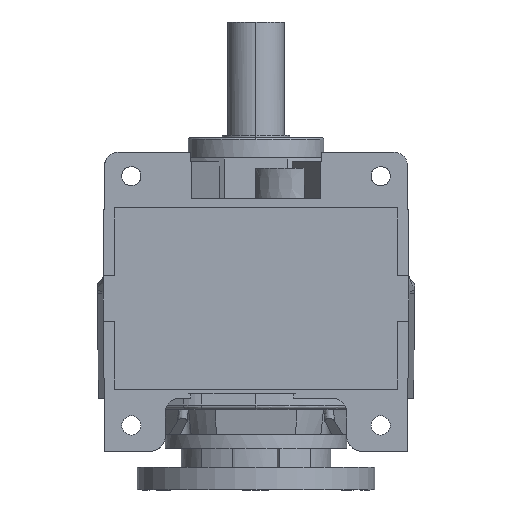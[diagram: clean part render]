
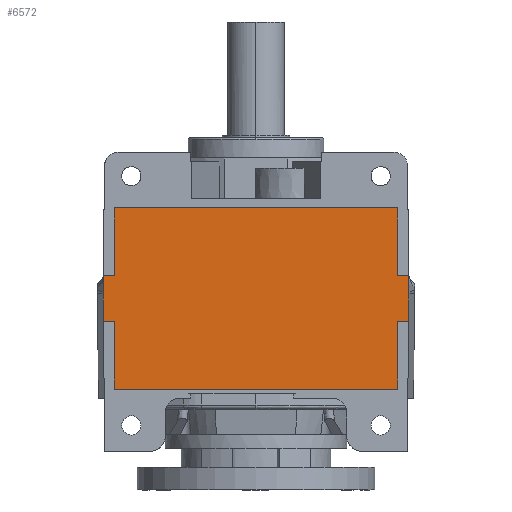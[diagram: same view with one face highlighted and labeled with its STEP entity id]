
A CAD part, front view. The second image highlights one B-rep face of the part: STEP entity #6572.
In plain terms, the highlighted planar face has unit normal (0, -1, 0).
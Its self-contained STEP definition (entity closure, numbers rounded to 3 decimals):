
#116 = CARTESIAN_POINT ( 'NONE',  ( -62.5, -74., -18. ) ) ;
#476 = CARTESIAN_POINT ( 'NONE',  ( -67.36, -74., -72. ) ) ;
#549 = VECTOR ( 'NONE', #5024, 1000. ) ;
#1054 = CARTESIAN_POINT ( 'NONE',  ( 62.5, -74., -72. ) ) ;
#1224 = DIRECTION ( 'NONE',  ( 0., 0., 1. ) ) ;
#1234 = FACE_OUTER_BOUND ( 'NONE', #18744, .T. ) ;
#1312 = ORIENTED_EDGE ( 'NONE', *, *, #4242, .T. ) ;
#1483 = VECTOR ( 'NONE', #2610, 1000. ) ;
#1741 = LINE ( 'NONE', #116, #10193 ) ;
#2196 = ORIENTED_EDGE ( 'NONE', *, *, #19335, .T. ) ;
#2396 = LINE ( 'NONE', #8496, #12408 ) ;
#2504 = LINE ( 'NONE', #9650, #14336 ) ;
#2535 = DIRECTION ( 'NONE',  ( 0., -1., 0. ) ) ;
#2610 = DIRECTION ( 'NONE',  ( -0.012, 0., -1. ) ) ;
#2883 = VECTOR ( 'NONE', #8008, 1000. ) ;
#2983 = ORIENTED_EDGE ( 'NONE', *, *, #16561, .T. ) ;
#3390 = CARTESIAN_POINT ( 'NONE',  ( 67.36, -74., -72. ) ) ;
#3451 = LINE ( 'NONE', #21548, #7425 ) ;
#4007 = ORIENTED_EDGE ( 'NONE', *, *, #8016, .F. ) ;
#4161 = EDGE_CURVE ( 'NONE', #6534, #15280, #11329, .T. ) ;
#4242 = EDGE_CURVE ( 'NONE', #9717, #5932, #7101, .T. ) ;
#5024 = DIRECTION ( 'NONE',  ( -0.012, 0., -1. ) ) ;
#5592 = CARTESIAN_POINT ( 'NONE',  ( 67.5, -74., -60. ) ) ;
#5754 = VERTEX_POINT ( 'NONE', #18175 ) ;
#5765 = CARTESIAN_POINT ( 'NONE',  ( -62.5, -74., -22. ) ) ;
#5932 = VERTEX_POINT ( 'NONE', #18889 ) ;
#5983 = LINE ( 'NONE', #19386, #1483 ) ;
#5985 = CARTESIAN_POINT ( 'NONE',  ( -67.407, -74., -52. ) ) ;
#6264 = DIRECTION ( 'NONE',  ( -1., 0., 0. ) ) ;
#6380 = VECTOR ( 'NONE', #18278, 1000. ) ;
#6534 = VERTEX_POINT ( 'NONE', #1054 ) ;
#6572 = ADVANCED_FACE ( 'NONE', ( #1234 ), #15932, .T. ) ;
#6621 = EDGE_CURVE ( 'NONE', #18925, #15280, #5983, .T. ) ;
#7101 = LINE ( 'NONE', #20653, #10279 ) ;
#7360 = LINE ( 'NONE', #21284, #2883 ) ;
#7392 = EDGE_CURVE ( 'NONE', #12680, #5754, #1741, .T. ) ;
#7425 = VECTOR ( 'NONE', #8113, 1000. ) ;
#7474 = ORIENTED_EDGE ( 'NONE', *, *, #6621, .F. ) ;
#7905 = VECTOR ( 'NONE', #18479, 1000. ) ;
#8008 = DIRECTION ( 'NONE',  ( -0.012, 0., 1. ) ) ;
#8016 = EDGE_CURVE ( 'NONE', #11303, #13322, #16478, .T. ) ;
#8113 = DIRECTION ( 'NONE',  ( 0., 0., 1. ) ) ;
#8496 = CARTESIAN_POINT ( 'NONE',  ( -82.623, -74., -72. ) ) ;
#9352 = ORIENTED_EDGE ( 'NONE', *, *, #16859, .T. ) ;
#9361 = CARTESIAN_POINT ( 'NONE',  ( -62.5, -74., -72. ) ) ;
#9632 = DIRECTION ( 'NONE',  ( -1., 0., 0. ) ) ;
#9650 = CARTESIAN_POINT ( 'NONE',  ( 62.5, -74., -102. ) ) ;
#9717 = VERTEX_POINT ( 'NONE', #20841 ) ;
#10193 = VECTOR ( 'NONE', #11633, 1000. ) ;
#10209 = EDGE_CURVE ( 'NONE', #19933, #12680, #16694, .T. ) ;
#10256 = VERTEX_POINT ( 'NONE', #21362 ) ;
#10279 = VECTOR ( 'NONE', #10748, 1000. ) ;
#10613 = VECTOR ( 'NONE', #17211, 1000. ) ;
#10648 = DIRECTION ( 'NONE',  ( -0.012, 0., 1. ) ) ;
#10748 = DIRECTION ( 'NONE',  ( 1., 0., 0. ) ) ;
#10868 = EDGE_CURVE ( 'NONE', #10256, #13552, #11920, .T. ) ;
#10870 = DIRECTION ( 'NONE',  ( 0., 0., -1. ) ) ;
#11095 = EDGE_CURVE ( 'NONE', #5754, #18547, #16917, .T. ) ;
#11263 = ORIENTED_EDGE ( 'NONE', *, *, #7392, .T. ) ;
#11303 = VERTEX_POINT ( 'NONE', #476 ) ;
#11329 = LINE ( 'NONE', #13207, #7905 ) ;
#11574 = AXIS2_PLACEMENT_3D ( 'NONE', #21129, #2535, #10870 ) ;
#11633 = DIRECTION ( 'NONE',  ( 0., 0., -1. ) ) ;
#11712 = VECTOR ( 'NONE', #10648, 1000. ) ;
#11920 = LINE ( 'NONE', #15520, #10613 ) ;
#12408 = VECTOR ( 'NONE', #21841, 1000. ) ;
#12680 = VERTEX_POINT ( 'NONE', #5765 ) ;
#13207 = CARTESIAN_POINT ( 'NONE',  ( 62.5, -74., -72. ) ) ;
#13322 = VERTEX_POINT ( 'NONE', #19042 ) ;
#13332 = VERTEX_POINT ( 'NONE', #9361 ) ;
#13552 = VERTEX_POINT ( 'NONE', #15392 ) ;
#14016 = CARTESIAN_POINT ( 'NONE',  ( 62.5, -74., -22. ) ) ;
#14294 = VECTOR ( 'NONE', #6264, 1000. ) ;
#14336 = VECTOR ( 'NONE', #1224, 1000. ) ;
#14442 = EDGE_CURVE ( 'NONE', #5932, #6534, #2504, .T. ) ;
#14509 = ORIENTED_EDGE ( 'NONE', *, *, #16512, .T. ) ;
#15118 = CARTESIAN_POINT ( 'NONE',  ( -67.407, -74., -52. ) ) ;
#15280 = VERTEX_POINT ( 'NONE', #3390 ) ;
#15392 = CARTESIAN_POINT ( 'NONE',  ( 62.5, -74., -52. ) ) ;
#15520 = CARTESIAN_POINT ( 'NONE',  ( 0., -74., -52. ) ) ;
#15932 = PLANE ( 'NONE',  #11574 ) ;
#16338 = CARTESIAN_POINT ( 'NONE',  ( 0., -74., -52. ) ) ;
#16478 = LINE ( 'NONE', #19015, #11712 ) ;
#16512 = EDGE_CURVE ( 'NONE', #13332, #9717, #19253, .T. ) ;
#16561 = EDGE_CURVE ( 'NONE', #18547, #13322, #16630, .T. ) ;
#16604 = EDGE_CURVE ( 'NONE', #11303, #13332, #2396, .T. ) ;
#16630 = LINE ( 'NONE', #15118, #549 ) ;
#16694 = LINE ( 'NONE', #18000, #18786 ) ;
#16859 = EDGE_CURVE ( 'NONE', #13552, #19933, #3451, .T. ) ;
#16917 = LINE ( 'NONE', #16338, #14294 ) ;
#17211 = DIRECTION ( 'NONE',  ( -1., 0., 0. ) ) ;
#17309 = ORIENTED_EDGE ( 'NONE', *, *, #11095, .T. ) ;
#18000 = CARTESIAN_POINT ( 'NONE',  ( 0., -74., -22. ) ) ;
#18175 = CARTESIAN_POINT ( 'NONE',  ( -62.5, -74., -52. ) ) ;
#18278 = DIRECTION ( 'NONE',  ( 0., 0., -1. ) ) ;
#18479 = DIRECTION ( 'NONE',  ( 1., 0., 0. ) ) ;
#18547 = VERTEX_POINT ( 'NONE', #5985 ) ;
#18609 = ORIENTED_EDGE ( 'NONE', *, *, #14442, .T. ) ;
#18744 = EDGE_LOOP ( 'NONE', ( #21792, #7474, #2196, #20668, #9352, #21143, #11263, #17309, #2983, #4007, #19220, #14509, #1312, #18609 ) ) ;
#18786 = VECTOR ( 'NONE', #9632, 1000. ) ;
#18889 = CARTESIAN_POINT ( 'NONE',  ( 62.5, -74., -102. ) ) ;
#18925 = VERTEX_POINT ( 'NONE', #5592 ) ;
#19015 = CARTESIAN_POINT ( 'NONE',  ( -67.5, -74., -60. ) ) ;
#19042 = CARTESIAN_POINT ( 'NONE',  ( -67.5, -74., -60. ) ) ;
#19220 = ORIENTED_EDGE ( 'NONE', *, *, #16604, .T. ) ;
#19253 = LINE ( 'NONE', #19828, #6380 ) ;
#19335 = EDGE_CURVE ( 'NONE', #18925, #10256, #7360, .T. ) ;
#19386 = CARTESIAN_POINT ( 'NONE',  ( 67.5, -74., -60. ) ) ;
#19828 = CARTESIAN_POINT ( 'NONE',  ( -62.5, -74., -72. ) ) ;
#19933 = VERTEX_POINT ( 'NONE', #14016 ) ;
#20653 = CARTESIAN_POINT ( 'NONE',  ( -62.5, -74., -102. ) ) ;
#20668 = ORIENTED_EDGE ( 'NONE', *, *, #10868, .T. ) ;
#20841 = CARTESIAN_POINT ( 'NONE',  ( -62.5, -74., -102. ) ) ;
#21129 = CARTESIAN_POINT ( 'NONE',  ( 0., -74., -18. ) ) ;
#21143 = ORIENTED_EDGE ( 'NONE', *, *, #10209, .T. ) ;
#21284 = CARTESIAN_POINT ( 'NONE',  ( 67.5, -74., -60. ) ) ;
#21362 = CARTESIAN_POINT ( 'NONE',  ( 67.407, -74., -52. ) ) ;
#21548 = CARTESIAN_POINT ( 'NONE',  ( 62.5, -74., -18. ) ) ;
#21792 = ORIENTED_EDGE ( 'NONE', *, *, #4161, .T. ) ;
#21841 = DIRECTION ( 'NONE',  ( 1., 0., 0. ) ) ;
